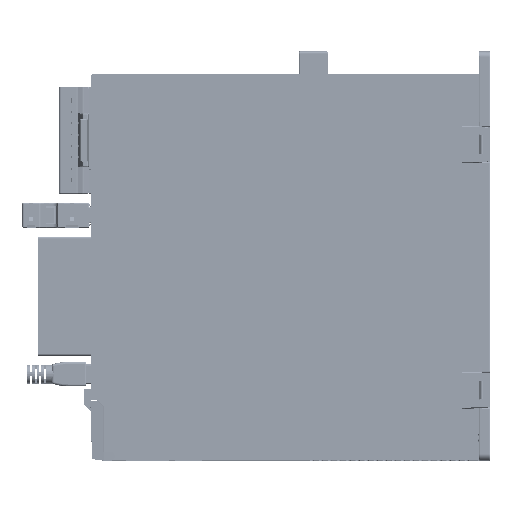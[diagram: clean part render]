
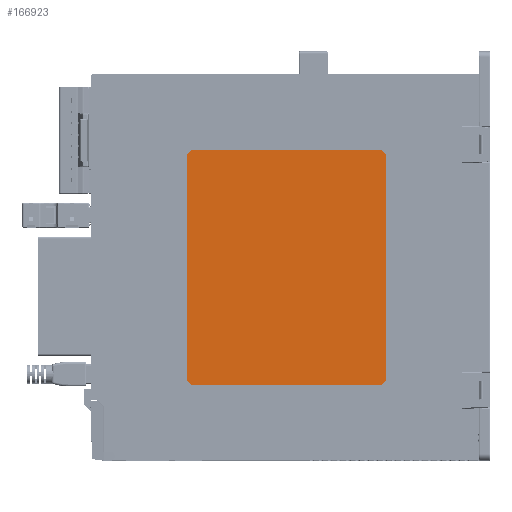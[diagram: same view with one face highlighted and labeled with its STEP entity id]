
A CAD part, front view. The second image highlights one B-rep face of the part: STEP entity #166923.
In plain terms, the highlighted planar face has unit normal (0, -1, 0).
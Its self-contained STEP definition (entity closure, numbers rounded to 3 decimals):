
#139755=DIRECTION('',(-0.707,0.,0.707));
#139756=VECTOR('',#139755,2.936);
#139757=CARTESIAN_POINT('',(40.912,0.2,-45.314));
#139758=LINE('',#139757,#139756);
#139759=DIRECTION('',(0.,0.,1.));
#139760=VECTOR('',#139759,99.373);
#139761=CARTESIAN_POINT('',(40.912,0.2,-144.686));
#139762=LINE('',#139761,#139760);
#139763=DIRECTION('',(0.707,0.,0.707));
#139764=VECTOR('',#139763,2.936);
#139765=CARTESIAN_POINT('',(38.836,0.2,-146.762));
#139766=LINE('',#139765,#139764);
#139767=DIRECTION('',(1.,0.,0.));
#139768=VECTOR('',#139767,83.373);
#139769=CARTESIAN_POINT('',(-44.536,0.2,-146.762));
#139770=LINE('',#139769,#139768);
#139771=DIRECTION('',(0.707,0.,-0.707));
#139772=VECTOR('',#139771,2.936);
#139773=CARTESIAN_POINT('',(-46.612,0.2,-144.686));
#139774=LINE('',#139773,#139772);
#139775=DIRECTION('',(0.,0.,-1.));
#139776=VECTOR('',#139775,99.373);
#139777=CARTESIAN_POINT('',(-46.612,0.2,-45.314));
#139778=LINE('',#139777,#139776);
#139779=DIRECTION('',(-0.707,0.,-0.707));
#139780=VECTOR('',#139779,2.936);
#139781=CARTESIAN_POINT('',(-44.536,0.2,-43.238));
#139782=LINE('',#139781,#139780);
#139783=DIRECTION('',(-1.,0.,0.));
#139784=VECTOR('',#139783,83.373);
#139785=CARTESIAN_POINT('',(38.836,0.2,-43.238));
#139786=LINE('',#139785,#139784);
#147325=CARTESIAN_POINT('',(38.836,0.2,-43.238));
#147326=VERTEX_POINT('',#147325);
#147327=CARTESIAN_POINT('',(40.912,0.2,-45.314));
#147328=VERTEX_POINT('',#147327);
#147329=CARTESIAN_POINT('',(40.912,0.2,-144.686));
#147330=VERTEX_POINT('',#147329);
#147331=CARTESIAN_POINT('',(38.836,0.2,-146.762));
#147332=VERTEX_POINT('',#147331);
#147333=CARTESIAN_POINT('',(-44.536,0.2,-146.762));
#147334=VERTEX_POINT('',#147333);
#147335=CARTESIAN_POINT('',(-46.612,0.2,-144.686));
#147336=VERTEX_POINT('',#147335);
#147337=CARTESIAN_POINT('',(-46.612,0.2,-45.314));
#147338=VERTEX_POINT('',#147337);
#147339=CARTESIAN_POINT('',(-44.536,0.2,-43.238));
#147340=VERTEX_POINT('',#147339);
#166908=CARTESIAN_POINT('',(-2.85,0.2,-95.));
#166909=DIRECTION('',(0.,1.,0.));
#166910=DIRECTION('',(0.,0.,-1.));
#166911=AXIS2_PLACEMENT_3D('',#166908,#166909,#166910);
#166912=PLANE('',#166911);
#166913=ORIENTED_EDGE('',*,*,#166804,.F.);
#166914=ORIENTED_EDGE('',*,*,#166819,.F.);
#166915=ORIENTED_EDGE('',*,*,#166833,.F.);
#166916=ORIENTED_EDGE('',*,*,#166847,.F.);
#166917=ORIENTED_EDGE('',*,*,#166861,.F.);
#166918=ORIENTED_EDGE('',*,*,#166875,.F.);
#166919=ORIENTED_EDGE('',*,*,#166889,.F.);
#166920=ORIENTED_EDGE('',*,*,#166902,.F.);
#166921=EDGE_LOOP('',(#166913,#166914,#166915,#166916,#166917,#166918,#166919,
#166920));
#166922=FACE_OUTER_BOUND('',#166921,.F.);
#166923=ADVANCED_FACE('',(#166922),#166912,.F.);
#166804=EDGE_CURVE('',#147328,#147326,#139758,.T.);
#166819=EDGE_CURVE('',#147330,#147328,#139762,.T.);
#166833=EDGE_CURVE('',#147332,#147330,#139766,.T.);
#166847=EDGE_CURVE('',#147334,#147332,#139770,.T.);
#166861=EDGE_CURVE('',#147336,#147334,#139774,.T.);
#166875=EDGE_CURVE('',#147338,#147336,#139778,.T.);
#166889=EDGE_CURVE('',#147340,#147338,#139782,.T.);
#166902=EDGE_CURVE('',#147326,#147340,#139786,.T.);
